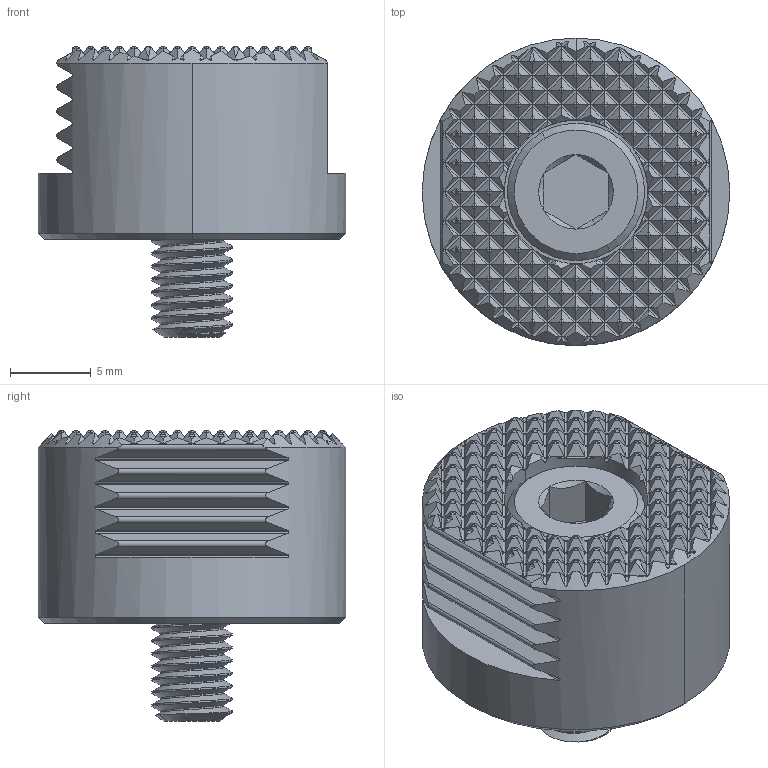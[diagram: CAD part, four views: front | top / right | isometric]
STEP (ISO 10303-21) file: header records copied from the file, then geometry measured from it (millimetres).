
FILE_DESCRIPTION (( 'STEP AP214' ), '1' );
FILE_NAME ('32170.STEP', '2023-06-27T18:48:36', ( '' ), ( '' ), 'SwSTEP 2.0', 'SolidWorks 2021', '' );
FILE_SCHEMA (( 'AUTOMOTIVE_DESIGN' ));
Length unit declared in the file: inch
Products named in the file (3): 32170; M512MM SHCS_M512MM SHCS; 321701_321702
Assembly tree (2 placements, depth 2):
  32170
    321701_321702
    M512MM SHCS_M512MM SHCS
Bounding box: 19.05 x 19.05 x 18 mm (x, y, z)
Volume: 3064.7 mm3; surface area: 2175.3 mm2
Topology: 2 solids, 2 shells, 1389 faces, 3069 edges, 1686 vertices
Faces by surface type: cylinder 759, plane 590, cone 38, bspline 2
Entity records: 38983 total; most frequent: CARTESIAN_POINT 12882, ORIENTED_EDGE 6138, DIRECTION 4511, EDGE_CURVE 3069, VERTEX_POINT 1686, LINE 1621, VECTOR 1621, AXIS2_PLACEMENT_3D 1445
